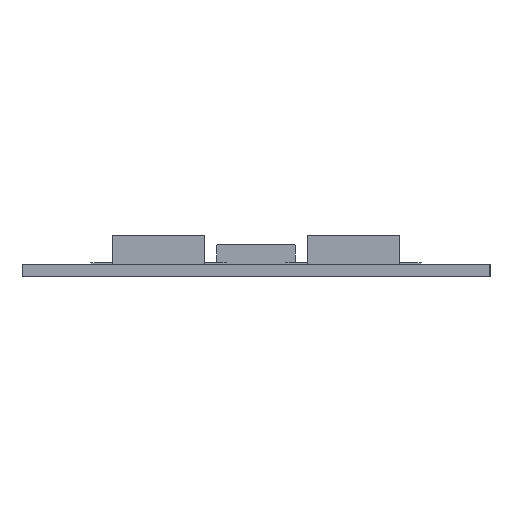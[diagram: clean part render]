
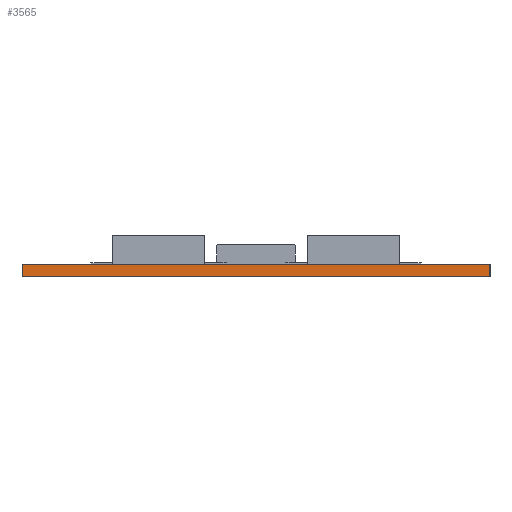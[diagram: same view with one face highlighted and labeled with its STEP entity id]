
A CAD part, left-side view. The second image highlights one B-rep face of the part: STEP entity #3565.
In plain terms, the highlighted planar face has unit normal (-1, 0, 0).
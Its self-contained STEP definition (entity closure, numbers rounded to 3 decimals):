
#3384 = PLANE('',#3385);
#3385 = AXIS2_PLACEMENT_3D('',#3386,#3387,#3388);
#3386 = CARTESIAN_POINT('',(129.54,-30.48,0.));
#3387 = DIRECTION('',(0.,-1.,0.));
#3388 = DIRECTION('',(-1.,0.,0.));
#3409 = VERTEX_POINT('',#3410);
#3410 = CARTESIAN_POINT('',(-129.54,-30.48,1.6));
#3424 = PLANE('',#3425);
#3425 = AXIS2_PLACEMENT_3D('',#3426,#3427,#3428);
#3426 = CARTESIAN_POINT('',(0.,0.,1.6)
  );
#3427 = DIRECTION('',(-0.,-0.,-1.));
#3428 = DIRECTION('',(-1.,0.,0.));
#3436 = EDGE_CURVE('',#3437,#3409,#3439,.T.);
#3437 = VERTEX_POINT('',#3438);
#3438 = CARTESIAN_POINT('',(-129.54,-30.48,0.));
#3439 = SURFACE_CURVE('',#3440,(#3444,#3451),.PCURVE_S1.);
#3440 = LINE('',#3441,#3442);
#3441 = CARTESIAN_POINT('',(-129.54,-30.48,0.));
#3442 = VECTOR('',#3443,1.);
#3443 = DIRECTION('',(0.,0.,1.));
#3444 = PCURVE('',#3384,#3445);
#3445 = DEFINITIONAL_REPRESENTATION('',(#3446),#3450);
#3446 = LINE('',#3447,#3448);
#3447 = CARTESIAN_POINT('',(259.08,0.));
#3448 = VECTOR('',#3449,1.);
#3449 = DIRECTION('',(0.,-1.));
#3450 = ( GEOMETRIC_REPRESENTATION_CONTEXT(2) 
PARAMETRIC_REPRESENTATION_CONTEXT() REPRESENTATION_CONTEXT('2D SPACE',''
  ) );
#3451 = PCURVE('',#3452,#3457);
#3452 = PLANE('',#3453);
#3453 = AXIS2_PLACEMENT_3D('',#3454,#3455,#3456);
#3454 = CARTESIAN_POINT('',(-129.54,-30.48,0.));
#3455 = DIRECTION('',(-1.,0.,0.));
#3456 = DIRECTION('',(0.,1.,0.));
#3457 = DEFINITIONAL_REPRESENTATION('',(#3458),#3462);
#3458 = LINE('',#3459,#3460);
#3459 = CARTESIAN_POINT('',(0.,0.));
#3460 = VECTOR('',#3461,1.);
#3461 = DIRECTION('',(0.,-1.));
#3462 = ( GEOMETRIC_REPRESENTATION_CONTEXT(2) 
PARAMETRIC_REPRESENTATION_CONTEXT() REPRESENTATION_CONTEXT('2D SPACE',''
  ) );
#3478 = PLANE('',#3479);
#3479 = AXIS2_PLACEMENT_3D('',#3480,#3481,#3482);
#3480 = CARTESIAN_POINT('',(0.,0.,0.));
#3481 = DIRECTION('',(-0.,-0.,-1.));
#3482 = DIRECTION('',(-1.,0.,0.));
#3511 = PLANE('',#3512);
#3512 = AXIS2_PLACEMENT_3D('',#3513,#3514,#3515);
#3513 = CARTESIAN_POINT('',(-129.54,30.48,0.));
#3514 = DIRECTION('',(0.,1.,0.));
#3515 = DIRECTION('',(1.,0.,0.));
#3565 = ADVANCED_FACE('',(#3566),#3452,.T.);
#3566 = FACE_BOUND('',#3567,.T.);
#3567 = EDGE_LOOP('',(#3568,#3569,#3592,#3615));
#3568 = ORIENTED_EDGE('',*,*,#3436,.T.);
#3569 = ORIENTED_EDGE('',*,*,#3570,.T.);
#3570 = EDGE_CURVE('',#3409,#3571,#3573,.T.);
#3571 = VERTEX_POINT('',#3572);
#3572 = CARTESIAN_POINT('',(-129.54,30.48,1.6));
#3573 = SURFACE_CURVE('',#3574,(#3578,#3585),.PCURVE_S1.);
#3574 = LINE('',#3575,#3576);
#3575 = CARTESIAN_POINT('',(-129.54,-30.48,1.6));
#3576 = VECTOR('',#3577,1.);
#3577 = DIRECTION('',(0.,1.,0.));
#3578 = PCURVE('',#3452,#3579);
#3579 = DEFINITIONAL_REPRESENTATION('',(#3580),#3584);
#3580 = LINE('',#3581,#3582);
#3581 = CARTESIAN_POINT('',(0.,-1.6));
#3582 = VECTOR('',#3583,1.);
#3583 = DIRECTION('',(1.,0.));
#3584 = ( GEOMETRIC_REPRESENTATION_CONTEXT(2) 
PARAMETRIC_REPRESENTATION_CONTEXT() REPRESENTATION_CONTEXT('2D SPACE',''
  ) );
#3585 = PCURVE('',#3424,#3586);
#3586 = DEFINITIONAL_REPRESENTATION('',(#3587),#3591);
#3587 = LINE('',#3588,#3589);
#3588 = CARTESIAN_POINT('',(129.54,-30.48));
#3589 = VECTOR('',#3590,1.);
#3590 = DIRECTION('',(0.,1.));
#3591 = ( GEOMETRIC_REPRESENTATION_CONTEXT(2) 
PARAMETRIC_REPRESENTATION_CONTEXT() REPRESENTATION_CONTEXT('2D SPACE',''
  ) );
#3592 = ORIENTED_EDGE('',*,*,#3593,.F.);
#3593 = EDGE_CURVE('',#3594,#3571,#3596,.T.);
#3594 = VERTEX_POINT('',#3595);
#3595 = CARTESIAN_POINT('',(-129.54,30.48,0.));
#3596 = SURFACE_CURVE('',#3597,(#3601,#3608),.PCURVE_S1.);
#3597 = LINE('',#3598,#3599);
#3598 = CARTESIAN_POINT('',(-129.54,30.48,0.));
#3599 = VECTOR('',#3600,1.);
#3600 = DIRECTION('',(0.,0.,1.));
#3601 = PCURVE('',#3452,#3602);
#3602 = DEFINITIONAL_REPRESENTATION('',(#3603),#3607);
#3603 = LINE('',#3604,#3605);
#3604 = CARTESIAN_POINT('',(60.96,0.));
#3605 = VECTOR('',#3606,1.);
#3606 = DIRECTION('',(0.,-1.));
#3607 = ( GEOMETRIC_REPRESENTATION_CONTEXT(2) 
PARAMETRIC_REPRESENTATION_CONTEXT() REPRESENTATION_CONTEXT('2D SPACE',''
  ) );
#3608 = PCURVE('',#3511,#3609);
#3609 = DEFINITIONAL_REPRESENTATION('',(#3610),#3614);
#3610 = LINE('',#3611,#3612);
#3611 = CARTESIAN_POINT('',(0.,0.));
#3612 = VECTOR('',#3613,1.);
#3613 = DIRECTION('',(0.,-1.));
#3614 = ( GEOMETRIC_REPRESENTATION_CONTEXT(2) 
PARAMETRIC_REPRESENTATION_CONTEXT() REPRESENTATION_CONTEXT('2D SPACE',''
  ) );
#3615 = ORIENTED_EDGE('',*,*,#3616,.F.);
#3616 = EDGE_CURVE('',#3437,#3594,#3617,.T.);
#3617 = SURFACE_CURVE('',#3618,(#3622,#3629),.PCURVE_S1.);
#3618 = LINE('',#3619,#3620);
#3619 = CARTESIAN_POINT('',(-129.54,-30.48,0.));
#3620 = VECTOR('',#3621,1.);
#3621 = DIRECTION('',(0.,1.,0.));
#3622 = PCURVE('',#3452,#3623);
#3623 = DEFINITIONAL_REPRESENTATION('',(#3624),#3628);
#3624 = LINE('',#3625,#3626);
#3625 = CARTESIAN_POINT('',(0.,0.));
#3626 = VECTOR('',#3627,1.);
#3627 = DIRECTION('',(1.,0.));
#3628 = ( GEOMETRIC_REPRESENTATION_CONTEXT(2) 
PARAMETRIC_REPRESENTATION_CONTEXT() REPRESENTATION_CONTEXT('2D SPACE',''
  ) );
#3629 = PCURVE('',#3478,#3630);
#3630 = DEFINITIONAL_REPRESENTATION('',(#3631),#3635);
#3631 = LINE('',#3632,#3633);
#3632 = CARTESIAN_POINT('',(129.54,-30.48));
#3633 = VECTOR('',#3634,1.);
#3634 = DIRECTION('',(0.,1.));
#3635 = ( GEOMETRIC_REPRESENTATION_CONTEXT(2) 
PARAMETRIC_REPRESENTATION_CONTEXT() REPRESENTATION_CONTEXT('2D SPACE',''
  ) );
